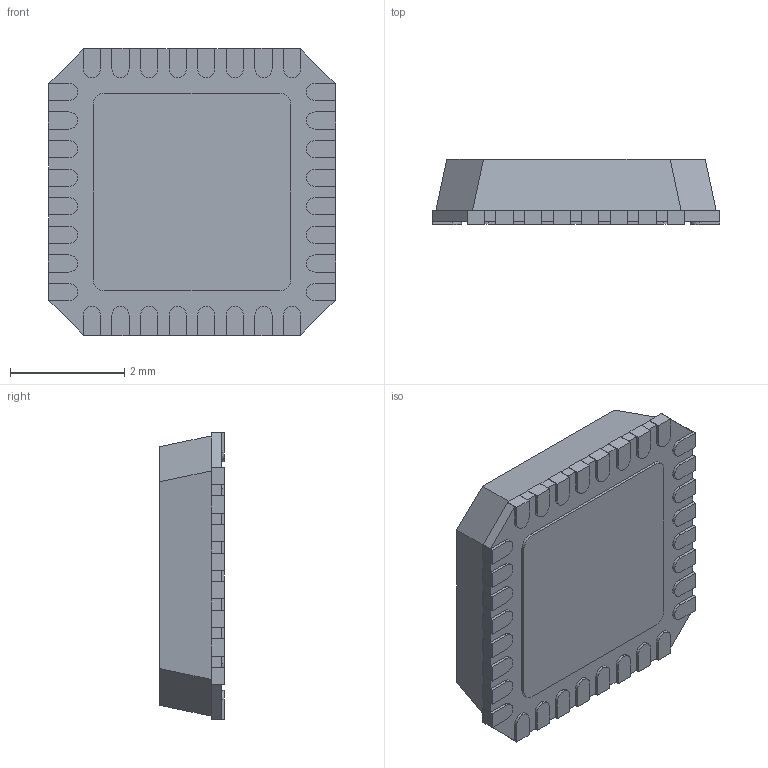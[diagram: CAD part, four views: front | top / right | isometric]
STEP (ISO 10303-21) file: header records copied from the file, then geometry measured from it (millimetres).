
FILE_DESCRIPTION (( 'STEP AP214' ), '1' );
FILE_NAME ('User Library-QFN32.STEP', '2015-06-25T11:18:55', ( 'Windows User' ), ( '' ), 'SwSTEP 2.0', 'SolidWorks 2015', '' );
FILE_SCHEMA (( 'AUTOMOTIVE_DESIGN' ));
Length unit declared in the file: millimetre
Products named in the file (1): User Library-QFN32
Bounding box: 5.02 x 1.13 x 5.02 mm (x, y, z)
Volume: 24.4 mm3; surface area: 67.9 mm2
Topology: 1 solids, 1 shells, 243 faces, 694 edges, 456 vertices
Faces by surface type: plane 197, cylinder 44, cone 2
Entity records: 10494 total; most frequent: CARTESIAN_POINT 1394, ORIENTED_EDGE 1388, DIRECTION 1274, EDGE_CURVE 694, VECTOR 602, LINE 602, VERTEX_POINT 456, AXIS2_PLACEMENT_3D 336
